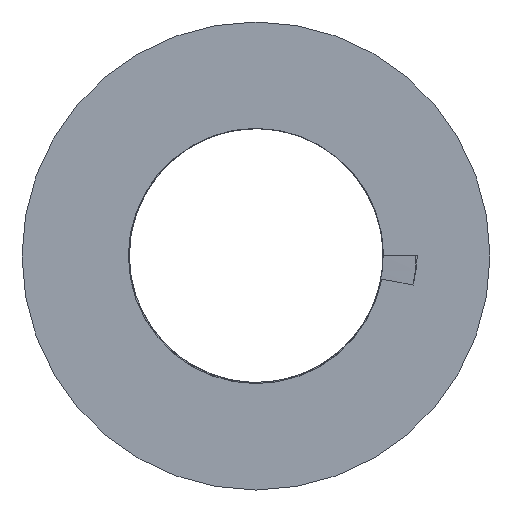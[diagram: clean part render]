
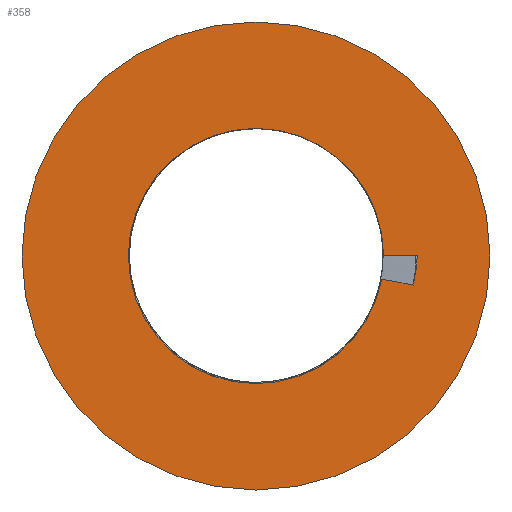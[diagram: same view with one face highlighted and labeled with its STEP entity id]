
A CAD part, front view. The second image highlights one B-rep face of the part: STEP entity #358.
In plain terms, the highlighted planar face has unit normal (0, -1, 0).
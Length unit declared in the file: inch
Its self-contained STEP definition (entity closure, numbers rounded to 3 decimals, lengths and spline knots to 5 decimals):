
#21=FACE_BOUND('',#58,.T.);
#23=PLANE('',#403);
#36=FACE_OUTER_BOUND('',#57,.T.);
#57=EDGE_LOOP('',(#271));
#58=EDGE_LOOP('',(#272,#273,#274,#275));
#88=B_SPLINE_CURVE_WITH_KNOTS('',3,(#1173,#1174,#1175,#1176,#1177,#1178),
 .UNSPECIFIED.,.F.,.F.,(4,2,4),(-0.14427,-0.07339,
0.),.UNSPECIFIED.);
#89=B_SPLINE_CURVE_WITH_KNOTS('',3,(#1181,#1182,#1183,#1184),
 .UNSPECIFIED.,.F.,.F.,(4,4),(-0.13329,0.),.UNSPECIFIED.);
#102=CIRCLE('',#400,0.22456);
#104=CIRCLE('',#404,0.41171);
#115=LINE('',#1180,#133);
#133=VECTOR('',#454,0.3937);
#163=VERTEX_POINT('',#841);
#164=VERTEX_POINT('',#843);
#169=VERTEX_POINT('',#1170);
#170=VERTEX_POINT('',#1172);
#171=VERTEX_POINT('',#1179);
#204=EDGE_CURVE('',#164,#163,#102,.T.);
#211=EDGE_CURVE('',#169,#169,#104,.T.);
#212=EDGE_CURVE('',#164,#170,#88,.T.);
#213=EDGE_CURVE('',#171,#163,#115,.T.);
#214=EDGE_CURVE('',#170,#171,#89,.T.);
#271=ORIENTED_EDGE('',*,*,#211,.T.);
#272=ORIENTED_EDGE('',*,*,#212,.F.);
#273=ORIENTED_EDGE('',*,*,#204,.T.);
#274=ORIENTED_EDGE('',*,*,#213,.F.);
#275=ORIENTED_EDGE('',*,*,#214,.F.);
#358=ADVANCED_FACE('',(#36,#21),#23,.F.);
#400=AXIS2_PLACEMENT_3D('',#844,#444,#445);
#403=AXIS2_PLACEMENT_3D('',#1169,#450,#451);
#404=AXIS2_PLACEMENT_3D('',#1171,#452,#453);
#444=DIRECTION('center_axis',(0.,1.,0.));
#445=DIRECTION('ref_axis',(-1.,0.,0.));
#450=DIRECTION('center_axis',(0.,1.,0.));
#451=DIRECTION('ref_axis',(0.,0.,1.));
#452=DIRECTION('center_axis',(0.,-1.,0.));
#453=DIRECTION('ref_axis',(1.,0.,0.));
#454=DIRECTION('',(-1.,0.,0.));
#841=CARTESIAN_POINT('',(-0.97937,-1.56887,-0.02427));
#843=CARTESIAN_POINT('',(-0.98309,-1.56887,-0.06566));
#844=CARTESIAN_POINT('Origin',(-1.20392,-1.56887,-0.02508));
#1169=CARTESIAN_POINT('Origin',(-1.20392,-1.56887,-0.02508));
#1170=CARTESIAN_POINT('',(-1.61563,-1.56887,-0.02508));
#1171=CARTESIAN_POINT('Origin',(-1.20392,-1.56887,-0.02508));
#1172=CARTESIAN_POINT('',(-0.92724,-1.56887,-0.07614));
#1173=CARTESIAN_POINT('Ctrl Pts',(-0.98306,-1.56887,-0.06566));
#1174=CARTESIAN_POINT('Ctrl Pts',(-0.97392,-1.56887,-0.06738));
#1175=CARTESIAN_POINT('Ctrl Pts',(-0.96478,-1.56887,-0.0691));
#1176=CARTESIAN_POINT('Ctrl Pts',(-0.94617,-1.56887,-0.07259));
#1177=CARTESIAN_POINT('Ctrl Pts',(-0.93671,-1.56887,-0.07437));
#1178=CARTESIAN_POINT('Ctrl Pts',(-0.92724,-1.56887,-0.07614));
#1179=CARTESIAN_POINT('',(-0.92014,-1.56887,-0.02427));
#1180=CARTESIAN_POINT('',(-1.05763,-1.56887,-0.02427));
#1181=CARTESIAN_POINT('Ctrl Pts',(-0.92724,-1.56887,-0.07614));
#1182=CARTESIAN_POINT('Ctrl Pts',(-0.92327,-1.56887,-0.05911));
#1183=CARTESIAN_POINT('Ctrl Pts',(-0.9209,-1.56887,-0.04174));
#1184=CARTESIAN_POINT('Ctrl Pts',(-0.92014,-1.56887,-0.02427));
